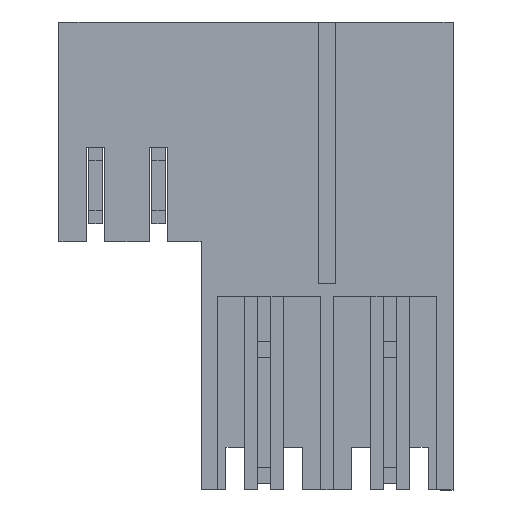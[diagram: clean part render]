
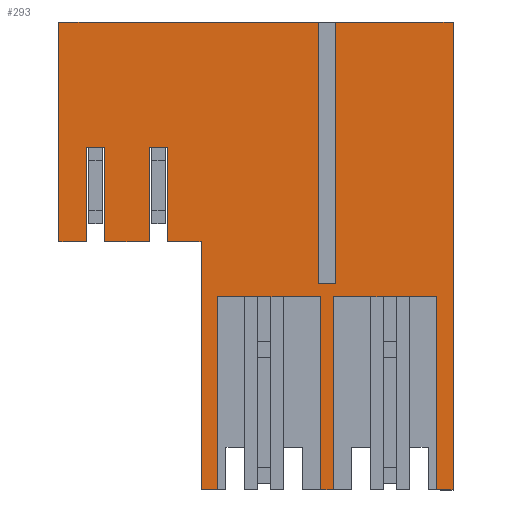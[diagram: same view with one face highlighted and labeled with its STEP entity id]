
A CAD part, front view. The second image highlights one B-rep face of the part: STEP entity #293.
In plain terms, the highlighted planar face has unit normal (0, -1, 0).
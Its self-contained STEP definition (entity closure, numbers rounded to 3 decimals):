
#82=AXIS2_PLACEMENT_3D('Plane Axis2P3D',#79,#80,#81) ;
#36=CARTESIAN_POINT('Line Origine',(0.,3.5,21.65)) ;
#40=CARTESIAN_POINT('Vertex',(0.,3.5,15.)) ;
#42=CARTESIAN_POINT('Vertex',(0.,3.5,28.3)) ;
#79=CARTESIAN_POINT('Axis2P3D Location',(0.,3.5,0.)) ;
#84=CARTESIAN_POINT('Line Origine',(16.41,3.5,0.)) ;
#88=CARTESIAN_POINT('Vertex',(16.21,3.5,0.)) ;
#90=CARTESIAN_POINT('Vertex',(16.61,3.5,0.)) ;
#93=CARTESIAN_POINT('Line Origine',(16.61,3.5,5.85)) ;
#97=CARTESIAN_POINT('Vertex',(16.61,3.5,11.7)) ;
#100=CARTESIAN_POINT('Line Origine',(19.72,3.5,11.7)) ;
#104=CARTESIAN_POINT('Vertex',(22.83,3.5,11.7)) ;
#107=CARTESIAN_POINT('Line Origine',(22.83,3.5,5.85)) ;
#111=CARTESIAN_POINT('Vertex',(22.83,3.5,0.)) ;
#114=CARTESIAN_POINT('Line Origine',(23.33,3.5,0.)) ;
#118=CARTESIAN_POINT('Vertex',(23.83,3.5,0.)) ;
#121=CARTESIAN_POINT('Line Origine',(23.83,3.5,14.15)) ;
#125=CARTESIAN_POINT('Vertex',(23.83,3.5,28.3)) ;
#128=CARTESIAN_POINT('Line Origine',(20.278,3.5,28.3)) ;
#132=CARTESIAN_POINT('Vertex',(16.726,3.5,28.3)) ;
#135=CARTESIAN_POINT('Line Origine',(16.726,3.5,20.4)) ;
#139=CARTESIAN_POINT('Vertex',(16.726,3.5,12.5)) ;
#142=CARTESIAN_POINT('Line Origine',(16.21,3.5,12.5)) ;
#146=CARTESIAN_POINT('Vertex',(15.694,3.5,12.5)) ;
#149=CARTESIAN_POINT('Line Origine',(15.694,3.5,20.4)) ;
#153=CARTESIAN_POINT('Vertex',(15.694,3.5,28.3)) ;
#156=CARTESIAN_POINT('Line Origine',(7.847,3.5,28.3)) ;
#161=CARTESIAN_POINT('Line Origine',(0.827,3.5,15.)) ;
#165=CARTESIAN_POINT('Vertex',(1.653,3.5,15.)) ;
#168=CARTESIAN_POINT('Line Origine',(1.653,3.5,17.85)) ;
#172=CARTESIAN_POINT('Vertex',(1.653,3.5,20.7)) ;
#175=CARTESIAN_POINT('Line Origine',(2.21,3.5,20.7)) ;
#179=CARTESIAN_POINT('Vertex',(2.767,3.5,20.7)) ;
#182=CARTESIAN_POINT('Line Origine',(2.767,3.5,17.85)) ;
#186=CARTESIAN_POINT('Vertex',(2.767,3.5,15.)) ;
#189=CARTESIAN_POINT('Line Origine',(4.115,3.5,15.)) ;
#193=CARTESIAN_POINT('Vertex',(5.463,3.5,15.)) ;
#196=CARTESIAN_POINT('Line Origine',(5.463,3.5,17.85)) ;
#200=CARTESIAN_POINT('Vertex',(5.463,3.5,20.7)) ;
#203=CARTESIAN_POINT('Line Origine',(6.02,3.5,20.7)) ;
#207=CARTESIAN_POINT('Vertex',(6.577,3.5,20.7)) ;
#210=CARTESIAN_POINT('Line Origine',(6.577,3.5,17.85)) ;
#214=CARTESIAN_POINT('Vertex',(6.577,3.5,15.)) ;
#217=CARTESIAN_POINT('Line Origine',(7.583,3.5,15.)) ;
#221=CARTESIAN_POINT('Vertex',(8.59,3.5,15.)) ;
#224=CARTESIAN_POINT('Line Origine',(8.59,3.5,7.5)) ;
#228=CARTESIAN_POINT('Vertex',(8.59,3.5,0.)) ;
#231=CARTESIAN_POINT('Line Origine',(9.09,3.5,0.)) ;
#235=CARTESIAN_POINT('Vertex',(9.59,3.5,0.)) ;
#238=CARTESIAN_POINT('Line Origine',(9.59,3.5,5.85)) ;
#242=CARTESIAN_POINT('Vertex',(9.59,3.5,11.7)) ;
#245=CARTESIAN_POINT('Line Origine',(12.7,3.5,11.7)) ;
#249=CARTESIAN_POINT('Vertex',(15.81,3.5,11.7)) ;
#252=CARTESIAN_POINT('Line Origine',(15.81,3.5,5.85)) ;
#256=CARTESIAN_POINT('Vertex',(15.81,3.5,0.)) ;
#259=CARTESIAN_POINT('Line Origine',(16.01,3.5,0.)) ;
#37=DIRECTION('Vector Direction',(0.,0.,1.)) ;
#80=DIRECTION('Axis2P3D Direction',(0.,1.,0.)) ;
#81=DIRECTION('Axis2P3D XDirection',(0.,0.,1.)) ;
#85=DIRECTION('Vector Direction',(1.,0.,0.)) ;
#94=DIRECTION('Vector Direction',(0.,0.,1.)) ;
#101=DIRECTION('Vector Direction',(-1.,0.,0.)) ;
#108=DIRECTION('Vector Direction',(0.,0.,1.)) ;
#115=DIRECTION('Vector Direction',(1.,0.,0.)) ;
#122=DIRECTION('Vector Direction',(0.,0.,1.)) ;
#129=DIRECTION('Vector Direction',(1.,0.,0.)) ;
#136=DIRECTION('Vector Direction',(0.,0.,-1.)) ;
#143=DIRECTION('Vector Direction',(-1.,0.,0.)) ;
#150=DIRECTION('Vector Direction',(0.,0.,-1.)) ;
#157=DIRECTION('Vector Direction',(1.,0.,0.)) ;
#162=DIRECTION('Vector Direction',(1.,0.,0.)) ;
#169=DIRECTION('Vector Direction',(0.,0.,1.)) ;
#176=DIRECTION('Vector Direction',(-1.,0.,0.)) ;
#183=DIRECTION('Vector Direction',(0.,0.,1.)) ;
#190=DIRECTION('Vector Direction',(1.,0.,0.)) ;
#197=DIRECTION('Vector Direction',(0.,0.,1.)) ;
#204=DIRECTION('Vector Direction',(-1.,0.,0.)) ;
#211=DIRECTION('Vector Direction',(0.,0.,1.)) ;
#218=DIRECTION('Vector Direction',(1.,0.,0.)) ;
#225=DIRECTION('Vector Direction',(0.,0.,-1.)) ;
#232=DIRECTION('Vector Direction',(1.,0.,0.)) ;
#239=DIRECTION('Vector Direction',(0.,0.,1.)) ;
#246=DIRECTION('Vector Direction',(-1.,0.,0.)) ;
#253=DIRECTION('Vector Direction',(0.,0.,1.)) ;
#260=DIRECTION('Vector Direction',(1.,0.,0.)) ;
#38=VECTOR('Line Direction',#37,1.) ;
#86=VECTOR('Line Direction',#85,1.) ;
#95=VECTOR('Line Direction',#94,1.) ;
#102=VECTOR('Line Direction',#101,1.) ;
#109=VECTOR('Line Direction',#108,1.) ;
#116=VECTOR('Line Direction',#115,1.) ;
#123=VECTOR('Line Direction',#122,1.) ;
#130=VECTOR('Line Direction',#129,1.) ;
#137=VECTOR('Line Direction',#136,1.) ;
#144=VECTOR('Line Direction',#143,1.) ;
#151=VECTOR('Line Direction',#150,1.) ;
#158=VECTOR('Line Direction',#157,1.) ;
#163=VECTOR('Line Direction',#162,1.) ;
#170=VECTOR('Line Direction',#169,1.) ;
#177=VECTOR('Line Direction',#176,1.) ;
#184=VECTOR('Line Direction',#183,1.) ;
#191=VECTOR('Line Direction',#190,1.) ;
#198=VECTOR('Line Direction',#197,1.) ;
#205=VECTOR('Line Direction',#204,1.) ;
#212=VECTOR('Line Direction',#211,1.) ;
#219=VECTOR('Line Direction',#218,1.) ;
#226=VECTOR('Line Direction',#225,1.) ;
#233=VECTOR('Line Direction',#232,1.) ;
#240=VECTOR('Line Direction',#239,1.) ;
#247=VECTOR('Line Direction',#246,1.) ;
#254=VECTOR('Line Direction',#253,1.) ;
#261=VECTOR('Line Direction',#260,1.) ;
#265=ORIENTED_EDGE('',*,*,#92,.T.) ;
#266=ORIENTED_EDGE('',*,*,#99,.T.) ;
#267=ORIENTED_EDGE('',*,*,#106,.F.) ;
#268=ORIENTED_EDGE('',*,*,#113,.F.) ;
#269=ORIENTED_EDGE('',*,*,#120,.T.) ;
#270=ORIENTED_EDGE('',*,*,#127,.T.) ;
#271=ORIENTED_EDGE('',*,*,#134,.F.) ;
#272=ORIENTED_EDGE('',*,*,#141,.T.) ;
#273=ORIENTED_EDGE('',*,*,#148,.T.) ;
#274=ORIENTED_EDGE('',*,*,#155,.F.) ;
#275=ORIENTED_EDGE('',*,*,#160,.F.) ;
#276=ORIENTED_EDGE('',*,*,#44,.F.) ;
#277=ORIENTED_EDGE('',*,*,#167,.T.) ;
#278=ORIENTED_EDGE('',*,*,#174,.T.) ;
#279=ORIENTED_EDGE('',*,*,#181,.F.) ;
#280=ORIENTED_EDGE('',*,*,#188,.F.) ;
#281=ORIENTED_EDGE('',*,*,#195,.T.) ;
#282=ORIENTED_EDGE('',*,*,#202,.T.) ;
#283=ORIENTED_EDGE('',*,*,#209,.F.) ;
#284=ORIENTED_EDGE('',*,*,#216,.F.) ;
#285=ORIENTED_EDGE('',*,*,#223,.T.) ;
#286=ORIENTED_EDGE('',*,*,#230,.T.) ;
#287=ORIENTED_EDGE('',*,*,#237,.T.) ;
#288=ORIENTED_EDGE('',*,*,#244,.T.) ;
#289=ORIENTED_EDGE('',*,*,#251,.F.) ;
#290=ORIENTED_EDGE('',*,*,#258,.F.) ;
#291=ORIENTED_EDGE('',*,*,#263,.T.) ;
#293=ADVANCED_FACE('HOUSING',(#292),#83,.F.) ;
#44=EDGE_CURVE('',#41,#43,#39,.T.) ;
#92=EDGE_CURVE('',#89,#91,#87,.T.) ;
#99=EDGE_CURVE('',#91,#98,#96,.T.) ;
#106=EDGE_CURVE('',#105,#98,#103,.T.) ;
#113=EDGE_CURVE('',#112,#105,#110,.T.) ;
#120=EDGE_CURVE('',#112,#119,#117,.T.) ;
#127=EDGE_CURVE('',#119,#126,#124,.T.) ;
#134=EDGE_CURVE('',#133,#126,#131,.T.) ;
#141=EDGE_CURVE('',#133,#140,#138,.T.) ;
#148=EDGE_CURVE('',#140,#147,#145,.T.) ;
#155=EDGE_CURVE('',#154,#147,#152,.T.) ;
#160=EDGE_CURVE('',#43,#154,#159,.T.) ;
#167=EDGE_CURVE('',#41,#166,#164,.T.) ;
#174=EDGE_CURVE('',#166,#173,#171,.T.) ;
#181=EDGE_CURVE('',#180,#173,#178,.T.) ;
#188=EDGE_CURVE('',#187,#180,#185,.T.) ;
#195=EDGE_CURVE('',#187,#194,#192,.T.) ;
#202=EDGE_CURVE('',#194,#201,#199,.T.) ;
#209=EDGE_CURVE('',#208,#201,#206,.T.) ;
#216=EDGE_CURVE('',#215,#208,#213,.T.) ;
#223=EDGE_CURVE('',#215,#222,#220,.T.) ;
#230=EDGE_CURVE('',#222,#229,#227,.T.) ;
#237=EDGE_CURVE('',#229,#236,#234,.T.) ;
#244=EDGE_CURVE('',#236,#243,#241,.T.) ;
#251=EDGE_CURVE('',#250,#243,#248,.T.) ;
#258=EDGE_CURVE('',#257,#250,#255,.T.) ;
#263=EDGE_CURVE('',#257,#89,#262,.T.) ;
#264=EDGE_LOOP('',(#265,#266,#267,#268,#269,#270,#271,#272,#273,#274,#275,#276,#277,#278,#279,#280,#281,#282,#283,#284,#285,#286,#287,#288,#289,#290,#291)) ;
#292=FACE_OUTER_BOUND('',#264,.T.) ;
#39=LINE('Line',#36,#38) ;
#87=LINE('Line',#84,#86) ;
#96=LINE('Line',#93,#95) ;
#103=LINE('Line',#100,#102) ;
#110=LINE('Line',#107,#109) ;
#117=LINE('Line',#114,#116) ;
#124=LINE('Line',#121,#123) ;
#131=LINE('Line',#128,#130) ;
#138=LINE('Line',#135,#137) ;
#145=LINE('Line',#142,#144) ;
#152=LINE('Line',#149,#151) ;
#159=LINE('Line',#156,#158) ;
#164=LINE('Line',#161,#163) ;
#171=LINE('Line',#168,#170) ;
#178=LINE('Line',#175,#177) ;
#185=LINE('Line',#182,#184) ;
#192=LINE('Line',#189,#191) ;
#199=LINE('Line',#196,#198) ;
#206=LINE('Line',#203,#205) ;
#213=LINE('Line',#210,#212) ;
#220=LINE('Line',#217,#219) ;
#227=LINE('Line',#224,#226) ;
#234=LINE('Line',#231,#233) ;
#241=LINE('Line',#238,#240) ;
#248=LINE('Line',#245,#247) ;
#255=LINE('Line',#252,#254) ;
#262=LINE('Line',#259,#261) ;
#83=PLANE('',#82) ;
#41=VERTEX_POINT('',#40) ;
#43=VERTEX_POINT('',#42) ;
#89=VERTEX_POINT('',#88) ;
#91=VERTEX_POINT('',#90) ;
#98=VERTEX_POINT('',#97) ;
#105=VERTEX_POINT('',#104) ;
#112=VERTEX_POINT('',#111) ;
#119=VERTEX_POINT('',#118) ;
#126=VERTEX_POINT('',#125) ;
#133=VERTEX_POINT('',#132) ;
#140=VERTEX_POINT('',#139) ;
#147=VERTEX_POINT('',#146) ;
#154=VERTEX_POINT('',#153) ;
#166=VERTEX_POINT('',#165) ;
#173=VERTEX_POINT('',#172) ;
#180=VERTEX_POINT('',#179) ;
#187=VERTEX_POINT('',#186) ;
#194=VERTEX_POINT('',#193) ;
#201=VERTEX_POINT('',#200) ;
#208=VERTEX_POINT('',#207) ;
#215=VERTEX_POINT('',#214) ;
#222=VERTEX_POINT('',#221) ;
#229=VERTEX_POINT('',#228) ;
#236=VERTEX_POINT('',#235) ;
#243=VERTEX_POINT('',#242) ;
#250=VERTEX_POINT('',#249) ;
#257=VERTEX_POINT('',#256) ;
